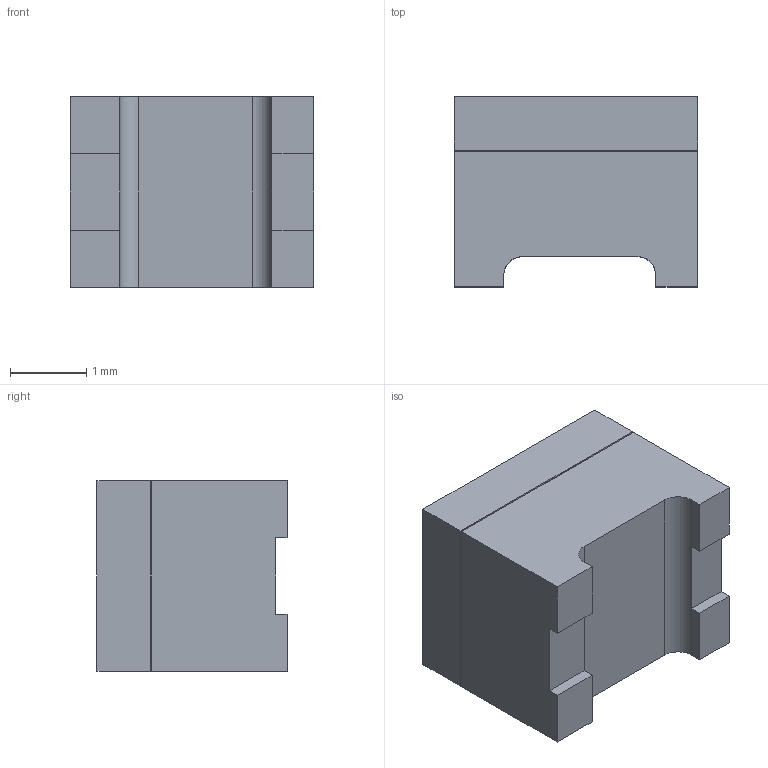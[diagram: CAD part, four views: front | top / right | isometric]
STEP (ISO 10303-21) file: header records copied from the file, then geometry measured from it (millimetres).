
FILE_DESCRIPTION (( 'STEP AP214' ), '1' );
FILE_NAME ('PE-1210ACC_3D.STEP', '2018-12-04T02:12:19', ( '' ), ( '' ), 'SwSTEP 2.0', 'SolidWorks 2015', '' );
FILE_SCHEMA (( 'AUTOMOTIVE_DESIGN' ));
Length unit declared in the file: millimetre
Products named in the file (1): PE-1210ACC_3D
Bounding box: 3.2 x 2.5 x 2.5 mm (x, y, z)
Volume: 17.9 mm3; surface area: 44.7 mm2
Topology: 1 solids, 1 shells, 32 faces, 80 edges, 52 vertices
Faces by surface type: plane 30, cylinder 2
Entity records: 970 total; most frequent: CARTESIAN_POINT 165, ORIENTED_EDGE 160, DIRECTION 150, EDGE_CURVE 80, LINE 76, VECTOR 76, VERTEX_POINT 52, AXIS2_PLACEMENT_3D 37
